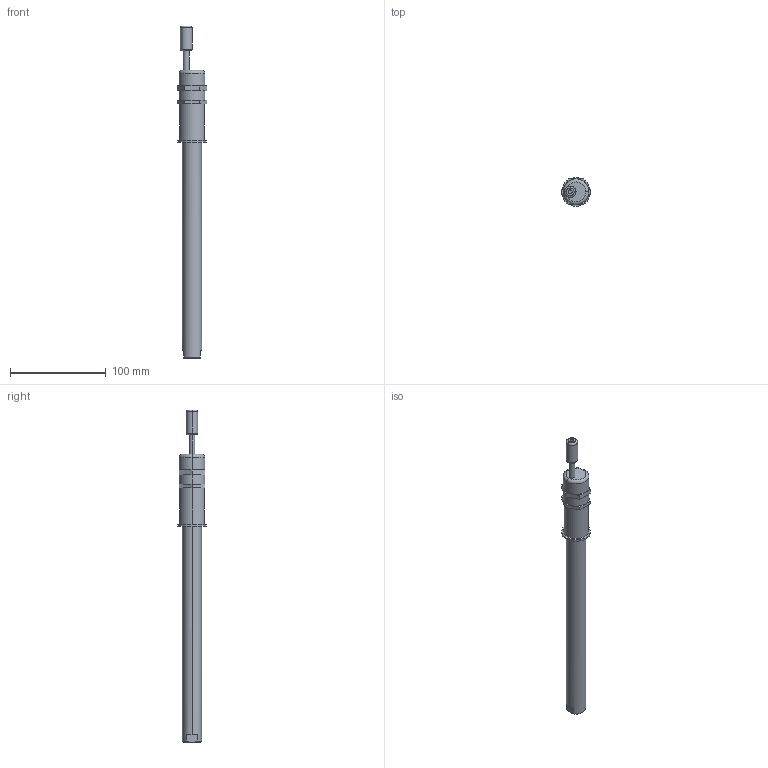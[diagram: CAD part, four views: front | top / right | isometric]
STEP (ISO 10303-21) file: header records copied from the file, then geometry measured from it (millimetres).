
FILE_DESCRIPTION (( 'STEP AP203' ), '1' );
FILE_NAME ('XS 20 L 02042008.STEP', '2008-04-04T07:57:48', ( 'HERZ' ), ( '' ), 'SwSTEP 2.0', 'SolidWorks 2004231', '' );
FILE_SCHEMA (( 'CONFIG_CONTROL_DESIGN' ));
Length unit declared in the file: millimetre
Products named in the file (1): XS 20 L 02042008
Bounding box: 31.18 x 30 x 346 mm (x, y, z)
Volume: 56552.1 mm3; surface area: 37551.1 mm2
Topology: 1 solids, 1 shells, 57 faces, 126 edges, 82 vertices
Faces by surface type: plane 29, cylinder 20, torus 6, cone 2
Entity records: 1675 total; most frequent: DIRECTION 296, CARTESIAN_POINT 282, ORIENTED_EDGE 252, EDGE_CURVE 126, AXIS2_PLACEMENT_3D 116, VERTEX_POINT 82, EDGE_LOOP 68, VECTOR 64
